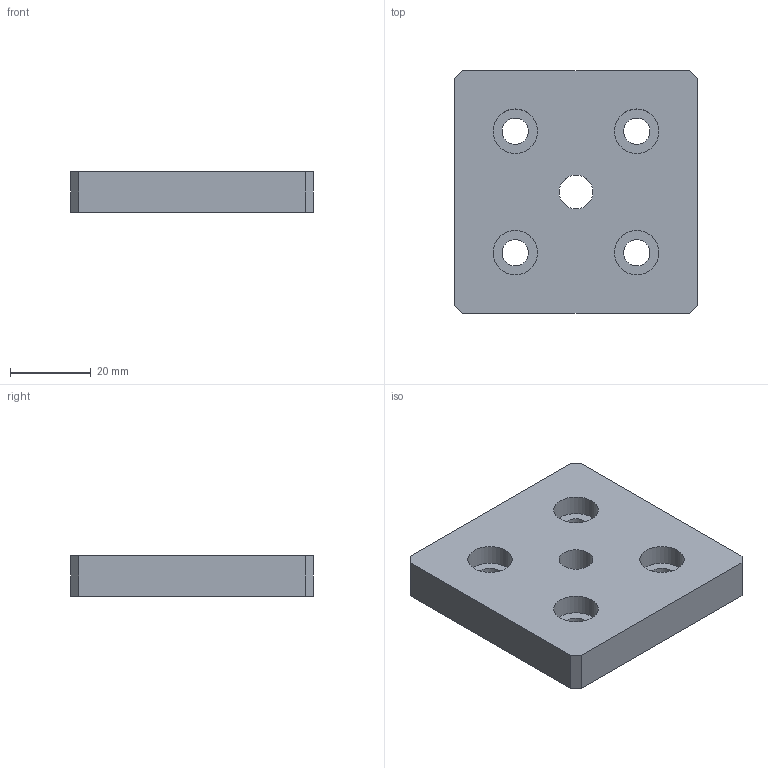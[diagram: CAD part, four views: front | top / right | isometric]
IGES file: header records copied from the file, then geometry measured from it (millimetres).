
Global section: file name: 526060.stp.ipt; native system: Autodesk Inventor 2014; preprocessor: unknown; author: zeman; date: 20151016.101843; units: millimetre
Bounding box: 60 x 60 x 10 mm (x, y, z)
Volume: 32804.7 mm3; surface area: 10524.2 mm2
Topology: 1 solids, 1 shells, 23 faces, 55 edges, 38 vertices
Faces by surface type: plane 14, revolution 9
